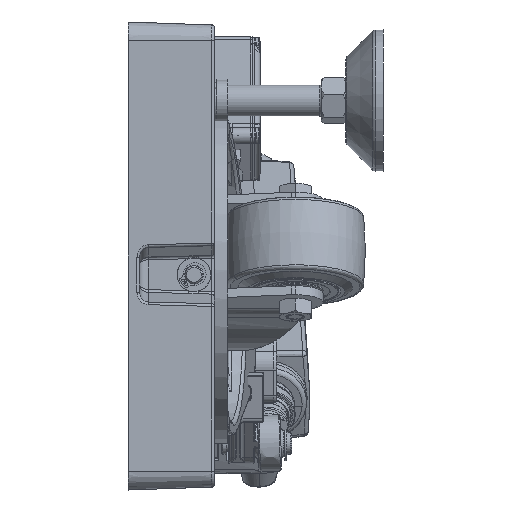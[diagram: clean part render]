
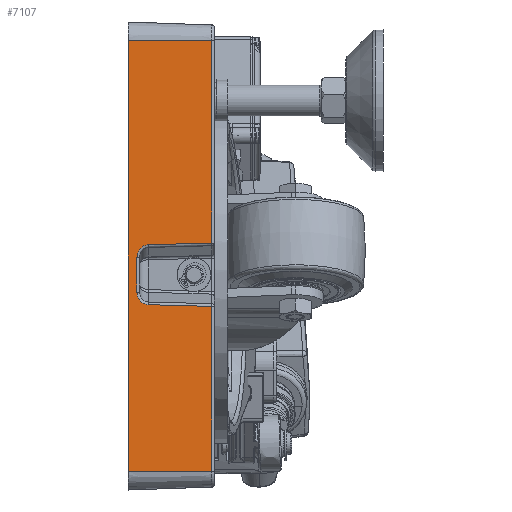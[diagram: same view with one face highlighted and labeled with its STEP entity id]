
A CAD part, left-side view. The second image highlights one B-rep face of the part: STEP entity #7107.
In plain terms, the highlighted face is planar.
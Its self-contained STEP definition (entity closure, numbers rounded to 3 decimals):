
#1339 = CARTESIAN_POINT ( 'NONE',  ( 0., 0., 10. ) ) ;
#4342 = EDGE_CURVE ( 'NONE', #96777, #72473, #93751, .T. ) ;
#6883 = CARTESIAN_POINT ( 'NONE',  ( 0.159, 4.552, 144.346 ) ) ;
#7107 = ADVANCED_FACE ( 'NONE', ( #44797 ), #54461, .T. ) ;
#7416 = CARTESIAN_POINT ( 'NONE',  ( 0.159, 4.552, 125.654 ) ) ;
#7840 = VECTOR ( 'NONE', #84647, 1000. ) ;
#14404 = ORIENTED_EDGE ( 'NONE', *, *, #45516, .T. ) ;
#14525 = VECTOR ( 'NONE', #23919, 1000. ) ;
#17739 = ORIENTED_EDGE ( 'NONE', *, *, #66590, .T. ) ;
#17860 = CARTESIAN_POINT ( 'NONE',  ( 1.556, 44.552, 10. ) ) ;
#17946 = VERTEX_POINT ( 'NONE', #89444 ) ;
#22400 = CARTESIAN_POINT ( 'NONE',  ( 0.378, 10.826, 118.987 ) ) ;
#23145 = EDGE_CURVE ( 'NONE', #119568, #87352, #56489, .T. ) ;
#23896 = LINE ( 'NONE', #17860, #107061 ) ;
#23919 = DIRECTION ( 'NONE',  ( 0.035, 0.999, -0.027 ) ) ;
#24787 =( BOUNDED_CURVE ( )  B_SPLINE_CURVE ( 3, ( #7416, #47827, #128071, #67942 ),
 .UNSPECIFIED., .F., .F. ) 
 B_SPLINE_CURVE_WITH_KNOTS ( ( 4, 4 ),
 ( 1.705, 3.241 ),
 .UNSPECIFIED. ) 
 CURVE ( )  GEOMETRIC_REPRESENTATION_ITEM ( )  RATIONAL_B_SPLINE_CURVE ( ( 1., 0.813, 0.813, 1. ) ) 
 REPRESENTATION_ITEM ( '' )  );
#25291 = EDGE_CURVE ( 'NONE', #40207, #17946, #118173, .T. ) ;
#25303 = AXIS2_PLACEMENT_3D ( 'NONE', #114957, #125100, #64959 ) ;
#25889 = VECTOR ( 'NONE', #89335, 1000. ) ;
#27875 = CARTESIAN_POINT ( 'NONE',  ( 1.556, 44.552, 10. ) ) ;
#28012 = DIRECTION ( 'NONE',  ( 0., 0., -1. ) ) ;
#31425 = DIRECTION ( 'NONE',  ( 0., 0., -1. ) ) ;
#34179 = VERTEX_POINT ( 'NONE', #127152 ) ;
#38212 = VERTEX_POINT ( 'NONE', #74017 ) ;
#38864 = LINE ( 'NONE', #49639, #118903 ) ;
#39194 = ORIENTED_EDGE ( 'NONE', *, *, #67763, .T. ) ;
#40207 = VERTEX_POINT ( 'NONE', #22400 ) ;
#40923 = EDGE_CURVE ( 'NONE', #96777, #34179, #95157, .T. ) ;
#40951 = DIRECTION ( 'NONE',  ( 0., 0., 1. ) ) ;
#41613 = VECTOR ( 'NONE', #40951, 1000. ) ;
#41772 = EDGE_LOOP ( 'NONE', ( #84155, #127425, #14404, #57901, #107332, #39194, #110851, #17739, #113762, #117943 ) ) ;
#43048 = EDGE_CURVE ( 'NONE', #87352, #38212, #90982, .T. ) ;
#44797 = FACE_OUTER_BOUND ( 'NONE', #41772, .T. ) ;
#45516 = EDGE_CURVE ( 'NONE', #34179, #119568, #38864, .T. ) ;
#47827 = CARTESIAN_POINT ( 'NONE',  ( 0.159, 4.552, 121.82 ) ) ;
#49639 = CARTESIAN_POINT ( 'NONE',  ( 0.083, 2.388, 150.787 ) ) ;
#49915 = EDGE_CURVE ( 'NONE', #127368, #94928, #52578, .T. ) ;
#52578 = LINE ( 'NONE', #129308, #25889 ) ;
#54370 = DIRECTION ( 'NONE',  ( -0.035, -0.999, 0. ) ) ;
#54461 = PLANE ( 'NONE',  #25303 ) ;
#56489 =( BOUNDED_CURVE ( )  B_SPLINE_CURVE ( 3, ( #66962, #56875, #76604, #6883 ),
 .UNSPECIFIED., .F., .F. ) 
 B_SPLINE_CURVE_WITH_KNOTS ( ( 4, 4 ),
 ( 6.184, 7.72 ),
 .UNSPECIFIED. ) 
 CURVE ( )  GEOMETRIC_REPRESENTATION_ITEM ( )  RATIONAL_B_SPLINE_CURVE ( ( 1., 0.813, 0.813, 1. ) ) 
 REPRESENTATION_ITEM ( '' )  );
#56875 = CARTESIAN_POINT ( 'NONE',  ( 0.249, 7.125, 150.914 ) ) ;
#57901 = ORIENTED_EDGE ( 'NONE', *, *, #23145, .T. ) ;
#64456 = CARTESIAN_POINT ( 'NONE',  ( 0., 0., 240. ) ) ;
#64959 = DIRECTION ( 'NONE',  ( -0.035, -0.999, 0. ) ) ;
#66590 = EDGE_CURVE ( 'NONE', #17946, #127368, #23896, .T. ) ;
#66962 = CARTESIAN_POINT ( 'NONE',  ( 0.378, 10.826, 151.013 ) ) ;
#67763 = EDGE_CURVE ( 'NONE', #38212, #40207, #24787, .T. ) ;
#67942 = CARTESIAN_POINT ( 'NONE',  ( 0.378, 10.826, 118.987 ) ) ;
#68567 = VECTOR ( 'NONE', #31425, 1000. ) ;
#72473 = VERTEX_POINT ( 'NONE', #92737 ) ;
#73868 = CARTESIAN_POINT ( 'NONE',  ( 0.378, 10.826, 151.013 ) ) ;
#74017 = CARTESIAN_POINT ( 'NONE',  ( 0.159, 4.552, 125.654 ) ) ;
#76604 = CARTESIAN_POINT ( 'NONE',  ( 0.159, 4.552, 148.18 ) ) ;
#84155 = ORIENTED_EDGE ( 'NONE', *, *, #4342, .F. ) ;
#84647 = DIRECTION ( 'NONE',  ( 0., 0., -1. ) ) ;
#87352 = VERTEX_POINT ( 'NONE', #107965 ) ;
#89335 = DIRECTION ( 'NONE',  ( -0.035, -0.999, 0. ) ) ;
#89444 = CARTESIAN_POINT ( 'NONE',  ( 1.556, 44.552, 118.083 ) ) ;
#90982 = LINE ( 'NONE', #92161, #7840 ) ;
#91436 = CARTESIAN_POINT ( 'NONE',  ( 1.556, 44.552, 150.805 ) ) ;
#92161 = CARTESIAN_POINT ( 'NONE',  ( 0.159, 4.552, 240. ) ) ;
#92737 = CARTESIAN_POINT ( 'NONE',  ( 0., 0., 240. ) ) ;
#93751 = LINE ( 'NONE', #64456, #123674 ) ;
#94928 = VERTEX_POINT ( 'NONE', #1339 ) ;
#95157 = LINE ( 'NONE', #91436, #68567 ) ;
#96777 = VERTEX_POINT ( 'NONE', #123625 ) ;
#98051 = LINE ( 'NONE', #121183, #41613 ) ;
#107061 = VECTOR ( 'NONE', #28012, 1000. ) ;
#107332 = ORIENTED_EDGE ( 'NONE', *, *, #43048, .T. ) ;
#107965 = CARTESIAN_POINT ( 'NONE',  ( 0.159, 4.552, 144.346 ) ) ;
#109681 = DIRECTION ( 'NONE',  ( -0.035, -0.999, -0.027 ) ) ;
#110851 = ORIENTED_EDGE ( 'NONE', *, *, #25291, .T. ) ;
#113398 = CARTESIAN_POINT ( 'NONE',  ( -0.113, -3.229, 119.364 ) ) ;
#113762 = ORIENTED_EDGE ( 'NONE', *, *, #49915, .T. ) ;
#114957 = CARTESIAN_POINT ( 'NONE',  ( 0., 0., 240. ) ) ;
#117943 = ORIENTED_EDGE ( 'NONE', *, *, #124731, .T. ) ;
#118173 = LINE ( 'NONE', #113398, #14525 ) ;
#118903 = VECTOR ( 'NONE', #109681, 1000. ) ;
#119568 = VERTEX_POINT ( 'NONE', #73868 ) ;
#121183 = CARTESIAN_POINT ( 'NONE',  ( 0., 0., 240. ) ) ;
#123625 = CARTESIAN_POINT ( 'NONE',  ( 1.556, 44.552, 240. ) ) ;
#123674 = VECTOR ( 'NONE', #54370, 1000. ) ;
#124731 = EDGE_CURVE ( 'NONE', #94928, #72473, #98051, .T. ) ;
#125100 = DIRECTION ( 'NONE',  ( -0.999, 0.035, 0. ) ) ;
#127152 = CARTESIAN_POINT ( 'NONE',  ( 1.556, 44.552, 151.917 ) ) ;
#127368 = VERTEX_POINT ( 'NONE', #27875 ) ;
#127425 = ORIENTED_EDGE ( 'NONE', *, *, #40923, .T. ) ;
#128071 = CARTESIAN_POINT ( 'NONE',  ( 0.249, 7.125, 119.086 ) ) ;
#129308 = CARTESIAN_POINT ( 'NONE',  ( 0., 0., 10. ) ) ;
